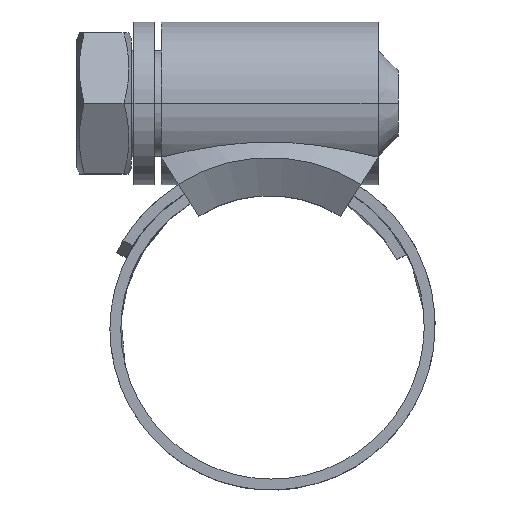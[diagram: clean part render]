
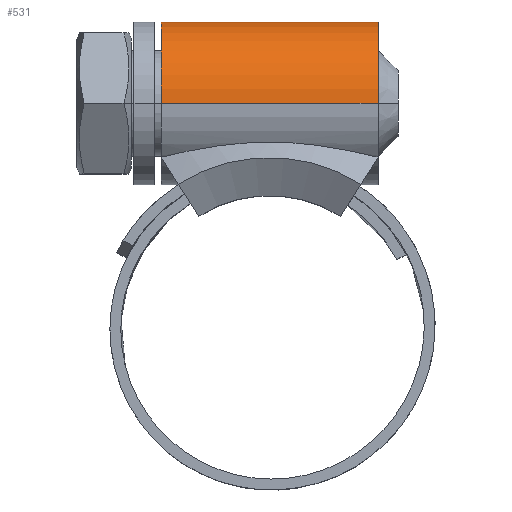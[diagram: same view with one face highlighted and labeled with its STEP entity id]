
A CAD part, top view. The second image highlights one B-rep face of the part: STEP entity #531.
In plain terms, the highlighted cylindrical face has radius 6 mm (diameter 12 mm), a partial arc.
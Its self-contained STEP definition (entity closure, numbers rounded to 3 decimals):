
#64 = DIRECTION ( 'NONE',  ( 0., 0., -1. ) ) ;
#82 = EDGE_CURVE ( 'NONE', #1081, #378, #2076, .T. ) ;
#190 = LINE ( 'NONE', #2179, #751 ) ;
#266 = DIRECTION ( 'NONE',  ( 0., 0., -1. ) ) ;
#284 = DIRECTION ( 'NONE',  ( -1., 0., 0. ) ) ;
#288 = CARTESIAN_POINT ( 'NONE',  ( 7.99, 16.5, 0. ) ) ;
#333 = EDGE_LOOP ( 'NONE', ( #1917, #1844, #507, #1817 ) ) ;
#378 = VERTEX_POINT ( 'NONE', #677 ) ;
#507 = ORIENTED_EDGE ( 'NONE', *, *, #1599, .F. ) ;
#516 = DIRECTION ( 'NONE',  ( 1., 0., 0. ) ) ;
#529 = DIRECTION ( 'NONE',  ( 1., 0., 0. ) ) ;
#531 = ADVANCED_FACE ( 'NONE', ( #2259 ), #1983, .T. ) ;
#677 = CARTESIAN_POINT ( 'NONE',  ( -7.99, 16.5, -6. ) ) ;
#751 = VECTOR ( 'NONE', #3136, 1000. ) ;
#765 = EDGE_CURVE ( 'NONE', #1081, #1677, #190, .T. ) ;
#1081 = VERTEX_POINT ( 'NONE', #1763 ) ;
#1272 = DIRECTION ( 'NONE',  ( 0., 0., -1. ) ) ;
#1599 = EDGE_CURVE ( 'NONE', #3169, #1677, #2442, .T. ) ;
#1677 = VERTEX_POINT ( 'NONE', #2501 ) ;
#1754 = LINE ( 'NONE', #2765, #2760 ) ;
#1763 = CARTESIAN_POINT ( 'NONE',  ( -7.99, 16.5, 6. ) ) ;
#1777 = EDGE_CURVE ( 'NONE', #378, #3169, #1754, .T. ) ;
#1817 = ORIENTED_EDGE ( 'NONE', *, *, #1777, .F. ) ;
#1834 = AXIS2_PLACEMENT_3D ( 'NONE', #288, #529, #64 ) ;
#1844 = ORIENTED_EDGE ( 'NONE', *, *, #765, .T. ) ;
#1917 = ORIENTED_EDGE ( 'NONE', *, *, #82, .F. ) ;
#1983 = CYLINDRICAL_SURFACE ( 'NONE', #2437, 6. ) ;
#2044 = DIRECTION ( 'NONE',  ( 1., 0., 0. ) ) ;
#2076 = CIRCLE ( 'NONE', #2181, 6. ) ;
#2179 = CARTESIAN_POINT ( 'NONE',  ( -24.96, 16.5, 6. ) ) ;
#2181 = AXIS2_PLACEMENT_3D ( 'NONE', #2536, #284, #1272 ) ;
#2223 = CARTESIAN_POINT ( 'NONE',  ( -24.96, 16.5, 0. ) ) ;
#2259 = FACE_OUTER_BOUND ( 'NONE', #333, .T. ) ;
#2437 = AXIS2_PLACEMENT_3D ( 'NONE', #2223, #2044, #266 ) ;
#2442 = CIRCLE ( 'NONE', #1834, 6. ) ;
#2501 = CARTESIAN_POINT ( 'NONE',  ( 7.99, 16.5, 6. ) ) ;
#2536 = CARTESIAN_POINT ( 'NONE',  ( -7.99, 16.5, 0. ) ) ;
#2760 = VECTOR ( 'NONE', #516, 1000. ) ;
#2765 = CARTESIAN_POINT ( 'NONE',  ( -24.96, 16.5, -6. ) ) ;
#3136 = DIRECTION ( 'NONE',  ( 1., 0., 0. ) ) ;
#3169 = VERTEX_POINT ( 'NONE', #3176 ) ;
#3176 = CARTESIAN_POINT ( 'NONE',  ( 7.99, 16.5, -6. ) ) ;
